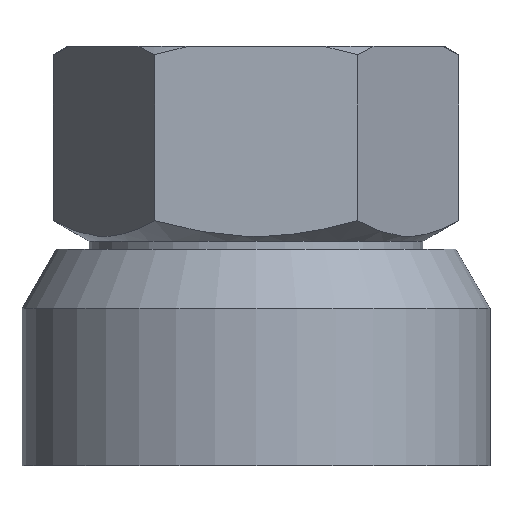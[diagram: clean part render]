
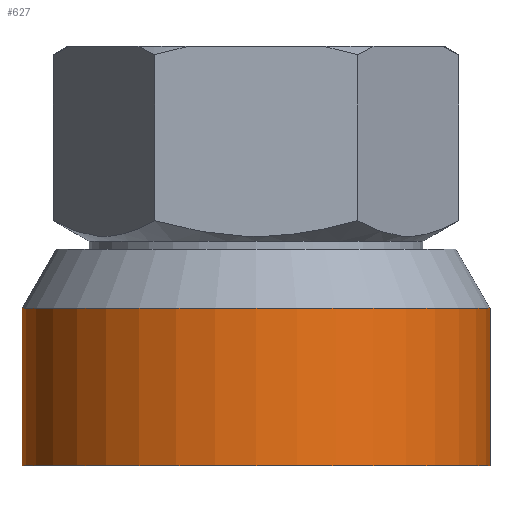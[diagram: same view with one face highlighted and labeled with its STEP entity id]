
A CAD part, front view. The second image highlights one B-rep face of the part: STEP entity #627.
In plain terms, the highlighted cylindrical face has radius 12 mm (diameter 24 mm), a partial arc.
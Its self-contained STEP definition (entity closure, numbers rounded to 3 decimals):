
#323=EDGE_CURVE('',#391,#343,#785,.T.);
#325=EDGE_CURVE('',#365,#343,#787,.T.);
#343=VERTEX_POINT('',#809);
#355=EDGE_CURVE('',#365,#407,#821,.T.);
#365=VERTEX_POINT('',#835);
#385=EDGE_CURVE('',#407,#391,#857,.T.);
#391=VERTEX_POINT('',#863);
#407=VERTEX_POINT('',#881);
#627=ADVANCED_FACE('',(#1125),#1126,.T.);
#785=LINE('',#1354,#1355);
#787=CIRCLE('',#1358,12.0);
#809=CARTESIAN_POINT('',(12.,0.,0.));
#821=LINE('',#1397,#1398);
#835=CARTESIAN_POINT('',(-12.0,0.,0.));
#857=CIRCLE('',#1453,12.0);
#863=CARTESIAN_POINT('',(12.,0.,8.069));
#881=CARTESIAN_POINT('',(-12.0,0.,8.069));
#1125=FACE_OUTER_BOUND('',#1876,.T.);
#1126=CYLINDRICAL_SURFACE('',#1877,12.0);
#1354=CARTESIAN_POINT('',(12.,0.,4.034));
#1355=VECTOR('',#2090,1.0);
#1358=AXIS2_PLACEMENT_3D('',#2091,#2092,#2093);
#1397=CARTESIAN_POINT('',(-12.0,0.,4.034));
#1398=VECTOR('',#2132,1.0);
#1453=AXIS2_PLACEMENT_3D('',#2191,#2192,#2193);
#1876=EDGE_LOOP('',(#2494,#2495,#2496,#2497));
#1877=AXIS2_PLACEMENT_3D('',#2498,#2499,#2500);
#2090=DIRECTION('',(0.,0.,-1.0));
#2091=CARTESIAN_POINT('',(0.,0.,0.));
#2092=DIRECTION('',(0.,0.,1.0));
#2093=DIRECTION('',(-1.0,0.,0.));
#2132=DIRECTION('',(0.,0.,1.0));
#2191=CARTESIAN_POINT('',(0.,0.,8.069));
#2192=DIRECTION('',(0.,0.,1.0));
#2193=DIRECTION('',(-1.0,0.,0.));
#2494=ORIENTED_EDGE('',*,*,#355,.F.);
#2495=ORIENTED_EDGE('',*,*,#325,.T.);
#2496=ORIENTED_EDGE('',*,*,#323,.F.);
#2497=ORIENTED_EDGE('',*,*,#385,.F.);
#2498=CARTESIAN_POINT('',(0.,0.,4.034));
#2499=DIRECTION('',(0.,0.,-1.0));
#2500=DIRECTION('',(-1.0,0.,0.));
